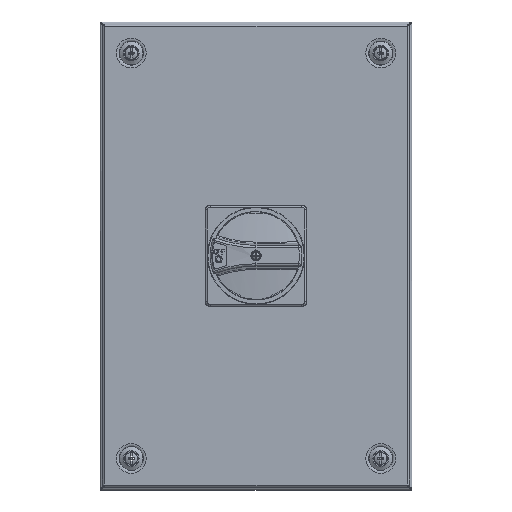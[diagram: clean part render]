
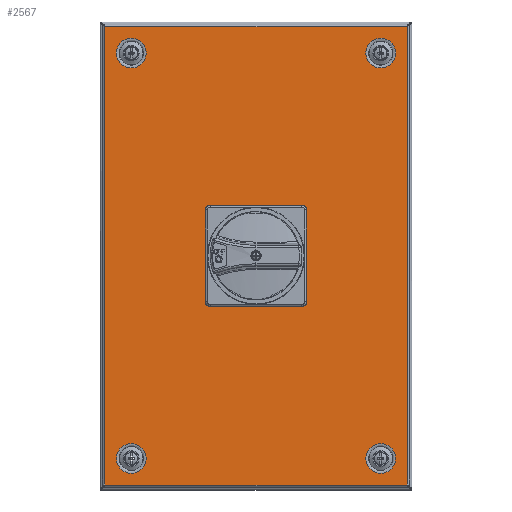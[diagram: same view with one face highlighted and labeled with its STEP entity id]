
A CAD part, top view. The second image highlights one B-rep face of the part: STEP entity #2567.
In plain terms, the highlighted planar face has unit normal (0, 0, 1).
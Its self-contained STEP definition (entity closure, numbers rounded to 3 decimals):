
#1108=LINE('',#16928,#1866);
#1110=LINE('',#16932,#1868);
#1120=LINE('',#16952,#1878);
#1126=LINE('',#17001,#1884);
#1866=VECTOR('',#10725,1.);
#1868=VECTOR('',#10729,1.);
#1878=VECTOR('',#10745,1.);
#1884=VECTOR('',#10805,1.);
#2214=FACE_BOUND('',#3470,.T.);
#2215=FACE_BOUND('',#3471,.T.);
#2216=FACE_BOUND('',#3472,.T.);
#2217=FACE_BOUND('',#3473,.T.);
#2218=FACE_BOUND('',#3474,.T.);
#2219=FACE_BOUND('',#3475,.T.);
#2220=FACE_BOUND('',#3476,.T.);
#2221=FACE_BOUND('',#3477,.T.);
#2222=FACE_BOUND('',#3478,.T.);
#2223=FACE_BOUND('',#3479,.T.);
#2567=ADVANCED_FACE('',(#2214,#2215,#2216,#2217,#2218,#2219,#2220,#2221,
#2222,#2223),#2760,.F.);
#2760=PLANE('',#8811);
#3470=EDGE_LOOP('',(#5295));
#3471=EDGE_LOOP('',(#5296));
#3472=EDGE_LOOP('',(#5297));
#3473=EDGE_LOOP('',(#5298));
#3474=EDGE_LOOP('',(#5299));
#3475=EDGE_LOOP('',(#5300));
#3476=EDGE_LOOP('',(#5301));
#3477=EDGE_LOOP('',(#5302));
#3478=EDGE_LOOP('',(#5303));
#3479=EDGE_LOOP('',(#5304,#5305,#5306,#5307));
#5295=ORIENTED_EDGE('',*,*,#7735,.T.);
#5296=ORIENTED_EDGE('',*,*,#7736,.T.);
#5297=ORIENTED_EDGE('',*,*,#7737,.T.);
#5298=ORIENTED_EDGE('',*,*,#7738,.T.);
#5299=ORIENTED_EDGE('',*,*,#7739,.T.);
#5300=ORIENTED_EDGE('',*,*,#7724,.T.);
#5301=ORIENTED_EDGE('',*,*,#7720,.F.);
#5302=ORIENTED_EDGE('',*,*,#7718,.T.);
#5303=ORIENTED_EDGE('',*,*,#7726,.F.);
#5304=ORIENTED_EDGE('',*,*,#7703,.T.);
#5305=ORIENTED_EDGE('',*,*,#7717,.T.);
#5306=ORIENTED_EDGE('',*,*,#7740,.T.);
#5307=ORIENTED_EDGE('',*,*,#7705,.F.);
#6323=VERTEX_POINT('',#16721);
#6394=VERTEX_POINT('',#16920);
#6397=VERTEX_POINT('',#16933);
#6403=VERTEX_POINT('',#16951);
#6404=VERTEX_POINT('',#16955);
#6406=VERTEX_POINT('',#16960);
#6410=VERTEX_POINT('',#16970);
#6412=VERTEX_POINT('',#16975);
#6415=VERTEX_POINT('',#16992);
#6416=VERTEX_POINT('',#16994);
#6417=VERTEX_POINT('',#16996);
#6418=VERTEX_POINT('',#16998);
#6419=VERTEX_POINT('',#17000);
#7703=EDGE_CURVE('',#6394,#6323,#1108,.T.);
#7705=EDGE_CURVE('',#6394,#6397,#1110,.T.);
#7717=EDGE_CURVE('',#6323,#6403,#1120,.T.);
#7718=EDGE_CURVE('',#6404,#6404,#8149,.T.);
#7720=EDGE_CURVE('',#6406,#6406,#8151,.T.);
#7724=EDGE_CURVE('',#6410,#6410,#8155,.T.);
#7726=EDGE_CURVE('',#6412,#6412,#8157,.T.);
#7735=EDGE_CURVE('',#6415,#6415,#8159,.T.);
#7736=EDGE_CURVE('',#6416,#6416,#8160,.T.);
#7737=EDGE_CURVE('',#6417,#6417,#8161,.T.);
#7738=EDGE_CURVE('',#6418,#6418,#8162,.T.);
#7739=EDGE_CURVE('',#6419,#6419,#8163,.T.);
#7740=EDGE_CURVE('',#6403,#6397,#1126,.T.);
#8149=CIRCLE('',#8785,9.532);
#8151=CIRCLE('',#8788,9.532);
#8155=CIRCLE('',#8794,9.532);
#8157=CIRCLE('',#8797,9.532);
#8159=CIRCLE('',#8806,1.85);
#8160=CIRCLE('',#8807,1.85);
#8161=CIRCLE('',#8808,1.85);
#8162=CIRCLE('',#8809,1.85);
#8163=CIRCLE('',#8810,7.8);
#8785=AXIS2_PLACEMENT_3D('',#16954,#10748,#10749);
#8788=AXIS2_PLACEMENT_3D('',#16959,#10754,#10755);
#8794=AXIS2_PLACEMENT_3D('',#16969,#10766,#10767);
#8797=AXIS2_PLACEMENT_3D('',#16974,#10772,#10773);
#8806=AXIS2_PLACEMENT_3D('',#16991,#10795,#10796);
#8807=AXIS2_PLACEMENT_3D('',#16993,#10797,#10798);
#8808=AXIS2_PLACEMENT_3D('',#16995,#10799,#10800);
#8809=AXIS2_PLACEMENT_3D('',#16997,#10801,#10802);
#8810=AXIS2_PLACEMENT_3D('',#16999,#10803,#10804);
#8811=AXIS2_PLACEMENT_3D('',#17002,#10806,#10807);
#10725=DIRECTION('',(-1.,0.,0.));
#10729=DIRECTION('',(0.,-1.,0.));
#10745=DIRECTION('',(0.,-1.,0.));
#10748=DIRECTION('',(0.,0.,-1.));
#10749=DIRECTION('',(1.,0.,0.));
#10754=DIRECTION('',(0.,0.,1.));
#10755=DIRECTION('',(1.,0.,0.));
#10766=DIRECTION('',(0.,0.,-1.));
#10767=DIRECTION('',(-1.,0.,0.));
#10772=DIRECTION('',(0.,0.,1.));
#10773=DIRECTION('',(-1.,0.,0.));
#10795=DIRECTION('',(0.,0.,-1.));
#10796=DIRECTION('',(-1.,0.,0.));
#10797=DIRECTION('',(0.,0.,-1.));
#10798=DIRECTION('',(-1.,0.,0.));
#10799=DIRECTION('',(0.,0.,-1.));
#10800=DIRECTION('',(-1.,0.,0.));
#10801=DIRECTION('',(0.,0.,-1.));
#10802=DIRECTION('',(-1.,0.,0.));
#10803=DIRECTION('',(0.,0.,-1.));
#10804=DIRECTION('',(-1.,0.,0.));
#10805=DIRECTION('',(1.,0.,0.));
#10806=DIRECTION('',(0.,0.,-1.));
#10807=DIRECTION('',(-1.,0.,0.));
#16721=CARTESIAN_POINT('',(-122.,97.,0.));
#16920=CARTESIAN_POINT('',(72.,97.,0.));
#16928=CARTESIAN_POINT('',(-25.,97.,0.));
#16932=CARTESIAN_POINT('',(72.,97.5,0.));
#16933=CARTESIAN_POINT('',(72.,-197.,0.));
#16951=CARTESIAN_POINT('',(-122.,-197.,0.));
#16952=CARTESIAN_POINT('',(-122.,97.5,0.));
#16954=CARTESIAN_POINT('',(-105.,80.,0.));
#16955=CARTESIAN_POINT('',(-95.468,80.,0.));
#16959=CARTESIAN_POINT('',(-105.,-180.,0.));
#16960=CARTESIAN_POINT('',(-95.468,-180.,0.));
#16969=CARTESIAN_POINT('',(55.,-180.,0.));
#16970=CARTESIAN_POINT('',(45.468,-180.,0.));
#16974=CARTESIAN_POINT('',(55.,80.,0.));
#16975=CARTESIAN_POINT('',(45.468,80.,0.));
#16991=CARTESIAN_POINT('',(-43.,-32.,0.));
#16992=CARTESIAN_POINT('',(-44.85,-32.,0.));
#16993=CARTESIAN_POINT('',(-7.,-32.,0.));
#16994=CARTESIAN_POINT('',(-8.85,-32.,0.));
#16995=CARTESIAN_POINT('',(-43.,-68.,0.));
#16996=CARTESIAN_POINT('',(-44.85,-68.,0.));
#16997=CARTESIAN_POINT('',(-7.,-68.,0.));
#16998=CARTESIAN_POINT('',(-8.85,-68.,0.));
#16999=CARTESIAN_POINT('',(-25.,-50.,0.));
#17000=CARTESIAN_POINT('',(-32.8,-50.,0.));
#17001=CARTESIAN_POINT('',(-122.,-197.,0.));
#17002=CARTESIAN_POINT('',(-25.,-50.,0.));
